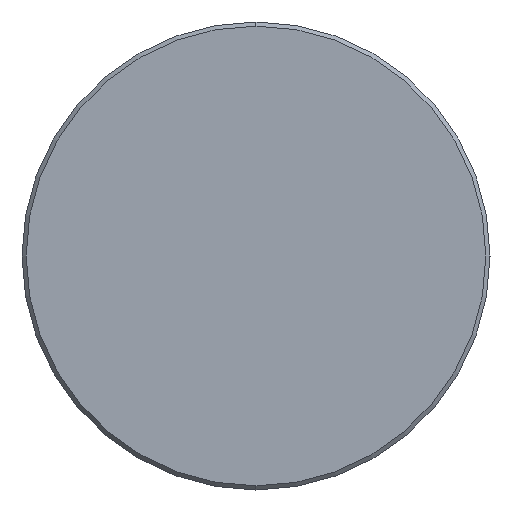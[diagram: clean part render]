
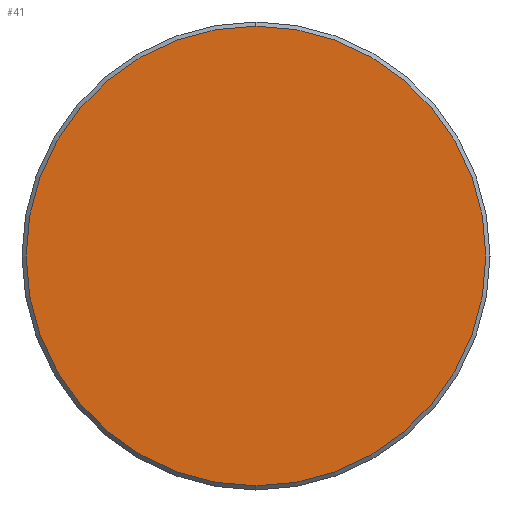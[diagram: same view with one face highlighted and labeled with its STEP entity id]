
A CAD part, left-side view. The second image highlights one B-rep face of the part: STEP entity #41.
In plain terms, the highlighted planar face has unit normal (-1, 0, 0).
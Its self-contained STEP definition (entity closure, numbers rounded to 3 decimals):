
#15 = PLANE ( 'NONE',  #126 ) ;
#41 = ADVANCED_FACE ( 'NONE', ( #483 ), #15, .F. ) ;
#105 = CARTESIAN_POINT ( 'NONE',  ( 0., 0., 0. ) ) ;
#126 = AXIS2_PLACEMENT_3D ( 'NONE', #505, #297, #549 ) ;
#153 = CIRCLE ( 'NONE', #365, 16.7 ) ;
#174 = AXIS2_PLACEMENT_3D ( 'NONE', #105, #683, #375 ) ;
#190 = VERTEX_POINT ( 'NONE', #302 ) ;
#297 = DIRECTION ( 'NONE',  ( 1., 0., 0. ) ) ;
#302 = CARTESIAN_POINT ( 'NONE',  ( 0., 0., 16.7 ) ) ;
#336 = EDGE_CURVE ( 'NONE', #190, #531, #525, .T. ) ;
#365 = AXIS2_PLACEMENT_3D ( 'NONE', #484, #493, #384 ) ;
#375 = DIRECTION ( 'NONE',  ( 0., 0., 1. ) ) ;
#384 = DIRECTION ( 'NONE',  ( 0., 0., 1. ) ) ;
#396 = CARTESIAN_POINT ( 'NONE',  ( 0., 0., -16.7 ) ) ;
#411 = EDGE_CURVE ( 'NONE', #531, #190, #153, .T. ) ;
#437 = ORIENTED_EDGE ( 'NONE', *, *, #411, .T. ) ;
#471 = EDGE_LOOP ( 'NONE', ( #437, #687 ) ) ;
#483 = FACE_OUTER_BOUND ( 'NONE', #471, .T. ) ;
#484 = CARTESIAN_POINT ( 'NONE',  ( 0., 0., 0. ) ) ;
#493 = DIRECTION ( 'NONE',  ( -1., 0., 0. ) ) ;
#505 = CARTESIAN_POINT ( 'NONE',  ( 0., 0., 0. ) ) ;
#525 = CIRCLE ( 'NONE', #174, 16.7 ) ;
#531 = VERTEX_POINT ( 'NONE', #396 ) ;
#549 = DIRECTION ( 'NONE',  ( 0., 0., -1. ) ) ;
#683 = DIRECTION ( 'NONE',  ( -1., 0., 0. ) ) ;
#687 = ORIENTED_EDGE ( 'NONE', *, *, #336, .T. ) ;
